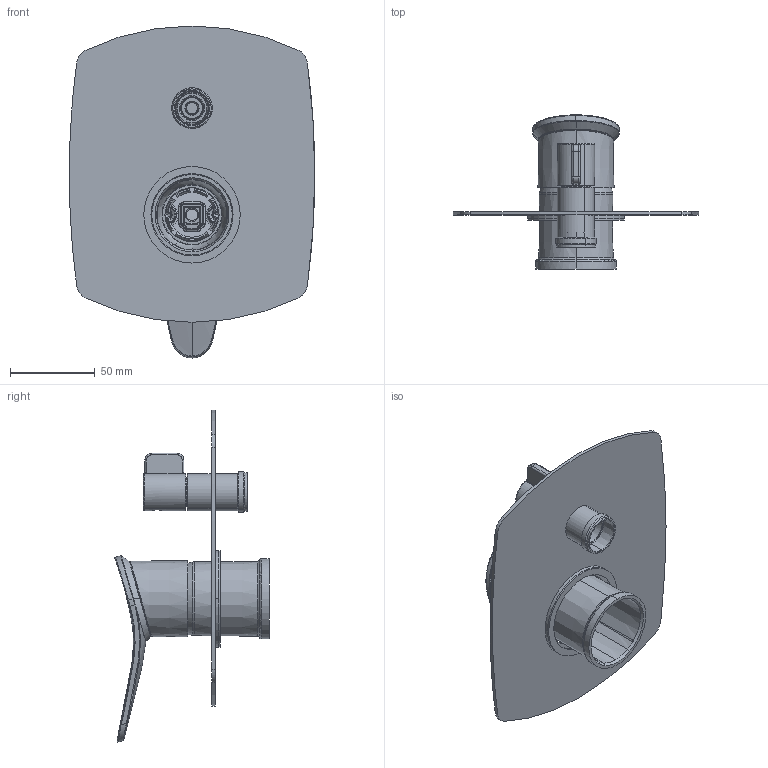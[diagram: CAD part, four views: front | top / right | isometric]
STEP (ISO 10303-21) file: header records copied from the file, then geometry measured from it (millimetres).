
FILE_DESCRIPTION(('CATIA V5 STEP Exchange','CAx-IF Rec.Pracs.--- Model Styling and Organization---1.5--- 2016-08-15','CAx-IF Rec.Pracs.---Supplemental Geometry---1.0---2011-11-01','CAx-IF Rec.Pracs.--- Composite Materials ---3.4---2017-06-13','CAx-IF Rec.Pracs.---Tessellated 3D Geometry---1.0---2015-12-17'),'2;1');
FILE_NAME('HC002300.stp','2023-05-17T14:38:27+00:00',('none'),('none'),'CATIA Version 5-6 Release 2020 SP2','CATIA V5 STEP AP242 v2','none');
FILE_SCHEMA(('AP242_MANAGED_MODEL_BASED_3D_ENGINEERING_MIM_LF {1 0 10303 442 1 1 4}'));
Length unit declared in the file: millimetre
Products named in the file (7): Product7; P99047; P33673; P33674; P50716; P32900; P32901
Assembly tree (6 placements, depth 2):
  Product7
    P99047
    P33673
    P33674
    P50716
    P32900
    P32901
Bounding box: 145 x 91.04 x 196.1 mm (x, y, z)
Volume: 100491.5 mm3; surface area: 97458.2 mm2
Topology: 8 solids, 8 shells, 905 faces, 2462 edges, 1558 vertices
Faces by surface type: bspline 212, plane 189, cylinder 136, cone 132, torus 112, extrusion 102, sphere 16, revolution 6
Entity records: 43271 total; most frequent: CARTESIAN_POINT 23134, ORIENTED_EDGE 4868, EDGE_CURVE 2434, DIRECTION 2288, VERTEX_POINT 1558, B_SPLINE_CURVE_WITH_KNOTS 1190, AXIS2_PLACEMENT_3D 1117, EDGE_LOOP 942
